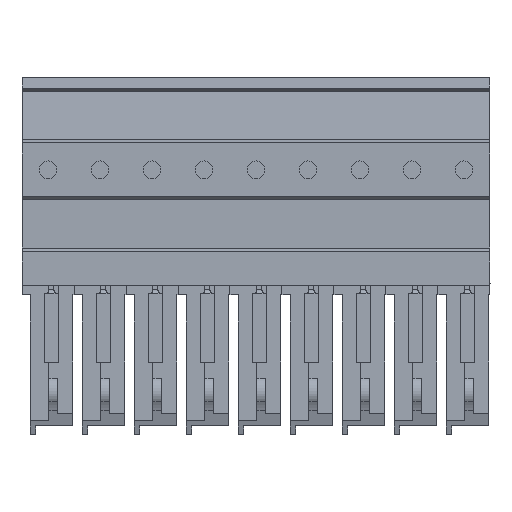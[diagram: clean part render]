
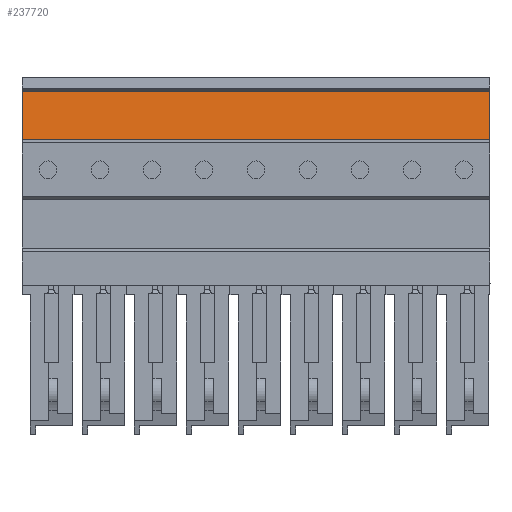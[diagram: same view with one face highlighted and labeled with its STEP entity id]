
A CAD part, front view. The second image highlights one B-rep face of the part: STEP entity #237720.
In plain terms, the highlighted face is planar.
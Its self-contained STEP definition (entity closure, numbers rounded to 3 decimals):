
#1240=CARTESIAN_POINT('',(7.771,-13.225,
50.75));
#1250=VERTEX_POINT('',#1240);
#1280=CARTESIAN_POINT('',(8.947,0.,
50.75));
#1290=DIRECTION('',(-0.089,-0.996,
0.));
#1300=VECTOR('',#1290,1.);
#1310=LINE('',#1280,#1300);
#1320=CARTESIAN_POINT('',(7.211,-19.525,
50.75));
#1330=VERTEX_POINT('',#1320);
#1340=EDGE_CURVE('',#1250,#1330,#1310,.T.);
#86690=CARTESIAN_POINT('',(7.211,-19.525,
-4.6));
#86700=VERTEX_POINT('',#86690);
#86730=CARTESIAN_POINT('',(8.947,0.,
-4.6));
#86740=DIRECTION('',(0.089,0.996,
0.));
#86750=VECTOR('',#86740,1.);
#86760=LINE('',#86730,#86750);
#86770=CARTESIAN_POINT('',(7.771,-13.225,
-4.6));
#86780=VERTEX_POINT('',#86770);
#86790=EDGE_CURVE('',#86700,#86780,#86760,.T.);
#237140=CARTESIAN_POINT('',(7.211,-19.525,
49.2));
#237150=DIRECTION('',(0.,0.,-1.));
#237160=VECTOR('',#237150,1.);
#237170=LINE('',#237140,#237160);
#237180=EDGE_CURVE('',#1330,#86700,#237170,.T.);
#237560=CARTESIAN_POINT('',(7.327,-18.219,
50.75));
#237570=DIRECTION('',(-0.996,0.089,
0.));
#237580=DIRECTION('',(0.089,0.996,
0.));
#237590=AXIS2_PLACEMENT_3D('',#237560,#237570,#237580);
#237600=PLANE('',#237590);
#237610=ORIENTED_EDGE('',*,*,#1340,.T.);
#237620=CARTESIAN_POINT('',(7.771,-13.225,
49.2));
#237630=DIRECTION('',(0.,0.,-1.));
#237640=VECTOR('',#237630,1.);
#237650=LINE('',#237620,#237640);
#237660=EDGE_CURVE('',#1250,#86780,#237650,.T.);
#237670=ORIENTED_EDGE('',*,*,#237660,.F.);
#237680=ORIENTED_EDGE('',*,*,#86790,.T.);
#237690=ORIENTED_EDGE('',*,*,#237180,.T.);
#237700=EDGE_LOOP('',(#237690,#237680,#237670,#237610));
#237710=FACE_OUTER_BOUND('',#237700,.T.);
#237720=ADVANCED_FACE('',(#237710),#237600,.F.);
